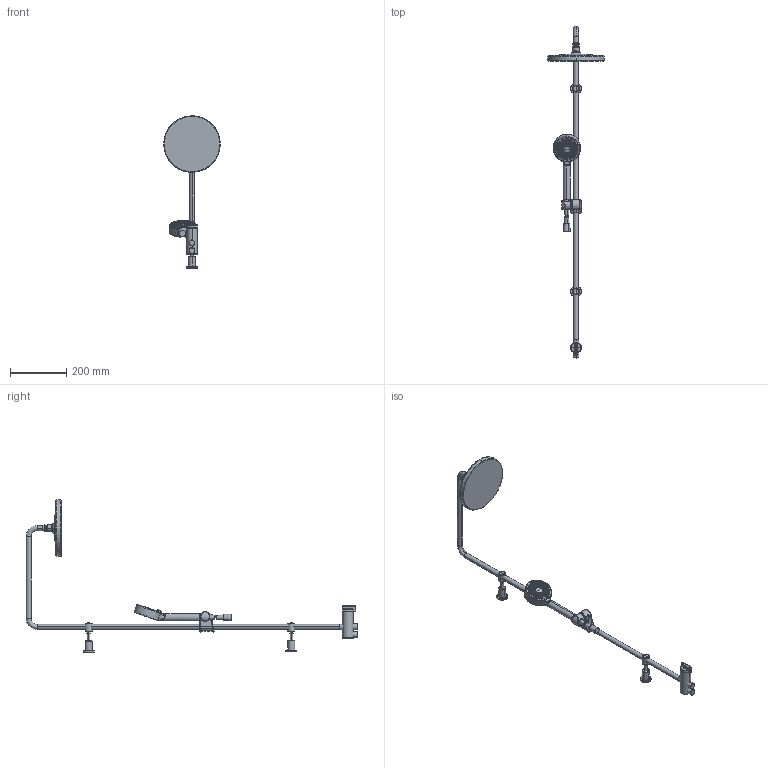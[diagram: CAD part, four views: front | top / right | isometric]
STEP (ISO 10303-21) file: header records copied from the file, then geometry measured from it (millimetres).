
FILE_DESCRIPTION (( 'STEP AP203' ), '1' );
FILE_NAME ('44380200.STEP', '2019-08-29T09:53:57', ( '' ), ( '' ), 'SwSTEP 2.0', 'SolidWorks 2016', '' );
FILE_SCHEMA (( 'CONFIG_CONTROL_DESIGN' ));
Products named in the file (1): 44380200
Bounding box: 200 x 1174.8 x 539.5 mm (x, y, z)
Volume: 1704985.6 mm3; surface area: 285468.5 mm2
Topology: 24 solids, 32 shells, 617 faces, 1366 edges, 909 vertices
Faces by surface type: plane 195, bspline 145, torus 98, cylinder 95, cone 56, sphere 28
Entity records: 37746 total; most frequent: CARTESIAN_POINT 24822, ORIENTED_EDGE 2706, DIRECTION 2557, EDGE_CURVE 1353, AXIS2_PLACEMENT_3D 1183, VERTEX_POINT 909, EDGE_LOOP 726, CIRCLE 718
